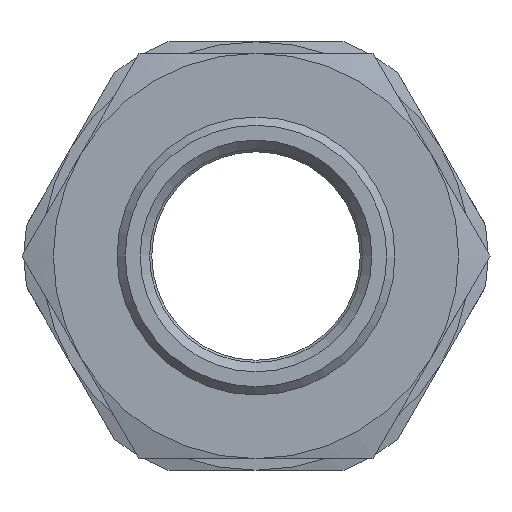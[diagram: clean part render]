
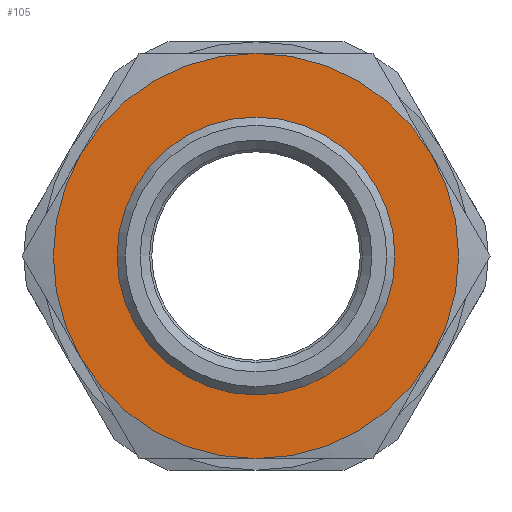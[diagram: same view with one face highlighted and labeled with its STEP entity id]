
A CAD part, left-side view. The second image highlights one B-rep face of the part: STEP entity #105.
In plain terms, the highlighted planar face has unit normal (-1, 0, 0).
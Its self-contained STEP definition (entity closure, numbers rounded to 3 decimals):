
#105 = ADVANCED_FACE( '', ( #255, #256 ), #257, .F. );
#255 = FACE_OUTER_BOUND( '', #456, .T. );
#256 = FACE_BOUND( '', #457, .T. );
#257 = PLANE( '', #458 );
#456 = EDGE_LOOP( '', ( #698, #699, #700, #701, #702, #703 ) );
#457 = EDGE_LOOP( '', ( #704 ) );
#458 = AXIS2_PLACEMENT_3D( '', #705, #706, #707 );
#698 = ORIENTED_EDGE( '', *, *, #1131, .F. );
#699 = ORIENTED_EDGE( '', *, *, #1132, .F. );
#700 = ORIENTED_EDGE( '', *, *, #1133, .F. );
#701 = ORIENTED_EDGE( '', *, *, #1134, .F. );
#702 = ORIENTED_EDGE( '', *, *, #1135, .F. );
#703 = ORIENTED_EDGE( '', *, *, #1136, .F. );
#704 = ORIENTED_EDGE( '', *, *, #1137, .T. );
#705 = CARTESIAN_POINT( '', ( 10., 12., 0. ) );
#706 = DIRECTION( '', ( 1., 0., 0. ) );
#707 = DIRECTION( '', ( 0., 0., -1. ) );
#1131 = EDGE_CURVE( '', #1339, #1340, #1341, .T. );
#1132 = EDGE_CURVE( '', #1342, #1339, #1343, .T. );
#1133 = EDGE_CURVE( '', #1330, #1342, #1344, .T. );
#1134 = EDGE_CURVE( '', #1345, #1330, #1346, .T. );
#1135 = EDGE_CURVE( '', #1347, #1345, #1348, .T. );
#1136 = EDGE_CURVE( '', #1340, #1347, #1349, .T. );
#1137 = EDGE_CURVE( '', #1350, #1350, #1351, .T. );
#1330 = VERTEX_POINT( '', #1687 );
#1339 = VERTEX_POINT( '', #1706 );
#1340 = VERTEX_POINT( '', #1707 );
#1341 = CIRCLE( '', #1708, 17.5 );
#1342 = VERTEX_POINT( '', #1709 );
#1343 = CIRCLE( '', #1710, 17.5 );
#1344 = CIRCLE( '', #1711, 17.5 );
#1345 = VERTEX_POINT( '', #1712 );
#1346 = CIRCLE( '', #1713, 17.5 );
#1347 = VERTEX_POINT( '', #1714 );
#1348 = CIRCLE( '', #1715, 17.5 );
#1349 = CIRCLE( '', #1716, 17.5 );
#1350 = VERTEX_POINT( '', #1717 );
#1351 = CIRCLE( '', #1718, 12. );
#1687 = CARTESIAN_POINT( '', ( 10., -15.155, -8.75 ) );
#1706 = CARTESIAN_POINT( '', ( 10., 15.155, -8.75 ) );
#1707 = CARTESIAN_POINT( '', ( 10., 15.155, 8.75 ) );
#1708 = AXIS2_PLACEMENT_3D( '', #2113, #2114, #2115 );
#1709 = CARTESIAN_POINT( '', ( 10., 0., -17.5 ) );
#1710 = AXIS2_PLACEMENT_3D( '', #2116, #2117, #2118 );
#1711 = AXIS2_PLACEMENT_3D( '', #2119, #2120, #2121 );
#1712 = CARTESIAN_POINT( '', ( 10., -15.155, 8.75 ) );
#1713 = AXIS2_PLACEMENT_3D( '', #2122, #2123, #2124 );
#1714 = CARTESIAN_POINT( '', ( 10., 0., 17.5 ) );
#1715 = AXIS2_PLACEMENT_3D( '', #2125, #2126, #2127 );
#1716 = AXIS2_PLACEMENT_3D( '', #2128, #2129, #2130 );
#1717 = CARTESIAN_POINT( '', ( 10., 0., -12. ) );
#1718 = AXIS2_PLACEMENT_3D( '', #2131, #2132, #2133 );
#2113 = CARTESIAN_POINT( '', ( 10., 0., 0. ) );
#2114 = DIRECTION( '', ( 1., 0., 0. ) );
#2115 = DIRECTION( '', ( 0., 0., -1. ) );
#2116 = CARTESIAN_POINT( '', ( 10., 0., 0. ) );
#2117 = DIRECTION( '', ( 1., 0., 0. ) );
#2118 = DIRECTION( '', ( 0., 0., -1. ) );
#2119 = CARTESIAN_POINT( '', ( 10., 0., 0. ) );
#2120 = DIRECTION( '', ( 1., 0., 0. ) );
#2121 = DIRECTION( '', ( 0., 0., -1. ) );
#2122 = CARTESIAN_POINT( '', ( 10., 0., 0. ) );
#2123 = DIRECTION( '', ( 1., 0., 0. ) );
#2124 = DIRECTION( '', ( 0., 0., -1. ) );
#2125 = CARTESIAN_POINT( '', ( 10., 0., 0. ) );
#2126 = DIRECTION( '', ( 1., 0., 0. ) );
#2127 = DIRECTION( '', ( 0., 0., -1. ) );
#2128 = CARTESIAN_POINT( '', ( 10., 0., 0. ) );
#2129 = DIRECTION( '', ( 1., 0., 0. ) );
#2130 = DIRECTION( '', ( 0., 0., -1. ) );
#2131 = CARTESIAN_POINT( '', ( 10., 0., 0. ) );
#2132 = DIRECTION( '', ( 1., 0., 0. ) );
#2133 = DIRECTION( '', ( 0., 0., -1. ) );
